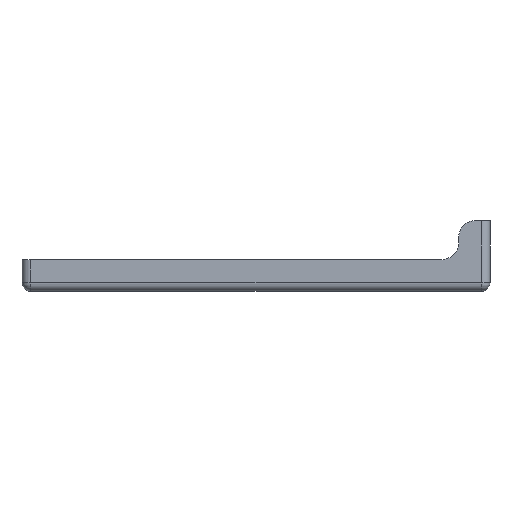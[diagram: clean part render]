
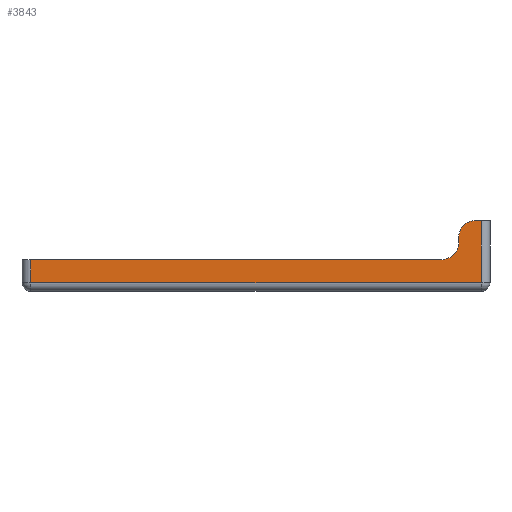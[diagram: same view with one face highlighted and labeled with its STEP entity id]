
A CAD part, left-side view. The second image highlights one B-rep face of the part: STEP entity #3843.
In plain terms, the highlighted planar face has unit normal (-1, 0, 0).
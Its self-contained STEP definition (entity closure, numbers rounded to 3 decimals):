
#187 = CYLINDRICAL_SURFACE('',#188,2.5);
#188 = AXIS2_PLACEMENT_3D('',#189,#190,#191);
#189 = CARTESIAN_POINT('',(-30.05,63.75,0.));
#190 = DIRECTION('',(0.,0.,1.));
#191 = DIRECTION('',(0.,1.,0.));
#215 = PLANE('',#216);
#216 = AXIS2_PLACEMENT_3D('',#217,#218,#219);
#217 = CARTESIAN_POINT('',(-42.45,-52.596,9.));
#218 = DIRECTION('',(0.,0.,1.));
#219 = DIRECTION('',(0.,1.,0.));
#1437 = EDGE_CURVE('',#1438,#1440,#1442,.T.);
#1438 = VERTEX_POINT('',#1439);
#1439 = CARTESIAN_POINT('',(-32.55,-52.596,9.));
#1440 = VERTEX_POINT('',#1441);
#1441 = CARTESIAN_POINT('',(-32.55,63.75,9.));
#1442 = SURFACE_CURVE('',#1443,(#1447,#1454),.PCURVE_S1.);
#1443 = LINE('',#1444,#1445);
#1444 = CARTESIAN_POINT('',(-32.55,-59.423,9.));
#1445 = VECTOR('',#1446,1.);
#1446 = DIRECTION('',(0.,1.,0.));
#1447 = PCURVE('',#215,#1448);
#1448 = DEFINITIONAL_REPRESENTATION('',(#1449),#1453);
#1449 = LINE('',#1450,#1451);
#1450 = CARTESIAN_POINT('',(-6.827,-9.9));
#1451 = VECTOR('',#1452,1.);
#1452 = DIRECTION('',(1.,0.));
#1453 = ( GEOMETRIC_REPRESENTATION_CONTEXT(2) 
PARAMETRIC_REPRESENTATION_CONTEXT() REPRESENTATION_CONTEXT('2D SPACE',''
  ) );
#1454 = PCURVE('',#1455,#1460);
#1455 = PLANE('',#1456);
#1456 = AXIS2_PLACEMENT_3D('',#1457,#1458,#1459);
#1457 = CARTESIAN_POINT('',(-32.55,-66.25,0.));
#1458 = DIRECTION('',(-1.,0.,0.));
#1459 = DIRECTION('',(0.,1.,0.));
#1460 = DEFINITIONAL_REPRESENTATION('',(#1461),#1465);
#1461 = LINE('',#1462,#1463);
#1462 = CARTESIAN_POINT('',(6.827,-9.));
#1463 = VECTOR('',#1464,1.);
#1464 = DIRECTION('',(1.,0.));
#1465 = ( GEOMETRIC_REPRESENTATION_CONTEXT(2) 
PARAMETRIC_REPRESENTATION_CONTEXT() REPRESENTATION_CONTEXT('2D SPACE',''
  ) );
#1483 = CYLINDRICAL_SURFACE('',#1484,4.8);
#1484 = AXIS2_PLACEMENT_3D('',#1485,#1486,#1487);
#1485 = CARTESIAN_POINT('',(-42.45,-52.596,13.8));
#1486 = DIRECTION('',(-1.,-0.,-0.));
#1487 = DIRECTION('',(0.,1.,0.));
#1596 = VERTEX_POINT('',#1597);
#1597 = CARTESIAN_POINT('',(-32.55,63.75,2.5));
#1619 = EDGE_CURVE('',#1596,#1440,#1620,.T.);
#1620 = SURFACE_CURVE('',#1621,(#1625,#1632),.PCURVE_S1.);
#1621 = LINE('',#1622,#1623);
#1622 = CARTESIAN_POINT('',(-32.55,63.75,0.));
#1623 = VECTOR('',#1624,1.);
#1624 = DIRECTION('',(0.,0.,1.));
#1625 = PCURVE('',#187,#1626);
#1626 = DEFINITIONAL_REPRESENTATION('',(#1627),#1631);
#1627 = LINE('',#1628,#1629);
#1628 = CARTESIAN_POINT('',(1.571,0.));
#1629 = VECTOR('',#1630,1.);
#1630 = DIRECTION('',(0.,1.));
#1631 = ( GEOMETRIC_REPRESENTATION_CONTEXT(2) 
PARAMETRIC_REPRESENTATION_CONTEXT() REPRESENTATION_CONTEXT('2D SPACE',''
  ) );
#1632 = PCURVE('',#1455,#1633);
#1633 = DEFINITIONAL_REPRESENTATION('',(#1634),#1638);
#1634 = LINE('',#1635,#1636);
#1635 = CARTESIAN_POINT('',(130.,0.));
#1636 = VECTOR('',#1637,1.);
#1637 = DIRECTION('',(0.,-1.));
#1638 = ( GEOMETRIC_REPRESENTATION_CONTEXT(2) 
PARAMETRIC_REPRESENTATION_CONTEXT() REPRESENTATION_CONTEXT('2D SPACE',''
  ) );
#3194 = CYLINDRICAL_SURFACE('',#3195,2.5);
#3195 = AXIS2_PLACEMENT_3D('',#3196,#3197,#3198);
#3196 = CARTESIAN_POINT('',(-30.05,-66.25,2.5));
#3197 = DIRECTION('',(0.,1.,0.));
#3198 = DIRECTION('',(-1.,0.,0.));
#3843 = ADVANCED_FACE('',(#3844),#1455,.T.);
#3844 = FACE_BOUND('',#3845,.T.);
#3845 = EDGE_LOOP('',(#3846,#3869,#3897,#3925,#3954,#3982,#4004,#4005));
#3846 = ORIENTED_EDGE('',*,*,#3847,.F.);
#3847 = EDGE_CURVE('',#3848,#1596,#3850,.T.);
#3848 = VERTEX_POINT('',#3849);
#3849 = CARTESIAN_POINT('',(-32.55,-63.75,2.5));
#3850 = SURFACE_CURVE('',#3851,(#3855,#3862),.PCURVE_S1.);
#3851 = LINE('',#3852,#3853);
#3852 = CARTESIAN_POINT('',(-32.55,-66.25,2.5));
#3853 = VECTOR('',#3854,1.);
#3854 = DIRECTION('',(0.,1.,0.));
#3855 = PCURVE('',#1455,#3856);
#3856 = DEFINITIONAL_REPRESENTATION('',(#3857),#3861);
#3857 = LINE('',#3858,#3859);
#3858 = CARTESIAN_POINT('',(0.,-2.5));
#3859 = VECTOR('',#3860,1.);
#3860 = DIRECTION('',(1.,0.));
#3861 = ( GEOMETRIC_REPRESENTATION_CONTEXT(2) 
PARAMETRIC_REPRESENTATION_CONTEXT() REPRESENTATION_CONTEXT('2D SPACE',''
  ) );
#3862 = PCURVE('',#3194,#3863);
#3863 = DEFINITIONAL_REPRESENTATION('',(#3864),#3868);
#3864 = LINE('',#3865,#3866);
#3865 = CARTESIAN_POINT('',(-0.,0.));
#3866 = VECTOR('',#3867,1.);
#3867 = DIRECTION('',(-0.,1.));
#3868 = ( GEOMETRIC_REPRESENTATION_CONTEXT(2) 
PARAMETRIC_REPRESENTATION_CONTEXT() REPRESENTATION_CONTEXT('2D SPACE',''
  ) );
#3869 = ORIENTED_EDGE('',*,*,#3870,.T.);
#3870 = EDGE_CURVE('',#3848,#3871,#3873,.T.);
#3871 = VERTEX_POINT('',#3872);
#3872 = CARTESIAN_POINT('',(-32.55,-63.75,20.026));
#3873 = SURFACE_CURVE('',#3874,(#3878,#3885),.PCURVE_S1.);
#3874 = LINE('',#3875,#3876);
#3875 = CARTESIAN_POINT('',(-32.55,-63.75,0.));
#3876 = VECTOR('',#3877,1.);
#3877 = DIRECTION('',(0.,0.,1.));
#3878 = PCURVE('',#1455,#3879);
#3879 = DEFINITIONAL_REPRESENTATION('',(#3880),#3884);
#3880 = LINE('',#3881,#3882);
#3881 = CARTESIAN_POINT('',(2.5,0.));
#3882 = VECTOR('',#3883,1.);
#3883 = DIRECTION('',(0.,-1.));
#3884 = ( GEOMETRIC_REPRESENTATION_CONTEXT(2) 
PARAMETRIC_REPRESENTATION_CONTEXT() REPRESENTATION_CONTEXT('2D SPACE',''
  ) );
#3885 = PCURVE('',#3886,#3891);
#3886 = CYLINDRICAL_SURFACE('',#3887,2.5);
#3887 = AXIS2_PLACEMENT_3D('',#3888,#3889,#3890);
#3888 = CARTESIAN_POINT('',(-30.05,-63.75,0.));
#3889 = DIRECTION('',(0.,0.,1.));
#3890 = DIRECTION('',(-1.,0.,0.));
#3891 = DEFINITIONAL_REPRESENTATION('',(#3892),#3896);
#3892 = LINE('',#3893,#3894);
#3893 = CARTESIAN_POINT('',(0.,0.));
#3894 = VECTOR('',#3895,1.);
#3895 = DIRECTION('',(0.,1.));
#3896 = ( GEOMETRIC_REPRESENTATION_CONTEXT(2) 
PARAMETRIC_REPRESENTATION_CONTEXT() REPRESENTATION_CONTEXT('2D SPACE',''
  ) );
#3897 = ORIENTED_EDGE('',*,*,#3898,.T.);
#3898 = EDGE_CURVE('',#3871,#3899,#3901,.T.);
#3899 = VERTEX_POINT('',#3900);
#3900 = CARTESIAN_POINT('',(-32.55,-62.196,20.026));
#3901 = SURFACE_CURVE('',#3902,(#3906,#3913),.PCURVE_S1.);
#3902 = LINE('',#3903,#3904);
#3903 = CARTESIAN_POINT('',(-32.55,-69.092,20.026));
#3904 = VECTOR('',#3905,1.);
#3905 = DIRECTION('',(0.,1.,0.));
#3906 = PCURVE('',#1455,#3907);
#3907 = DEFINITIONAL_REPRESENTATION('',(#3908),#3912);
#3908 = LINE('',#3909,#3910);
#3909 = CARTESIAN_POINT('',(-2.842,-20.026));
#3910 = VECTOR('',#3911,1.);
#3911 = DIRECTION('',(1.,0.));
#3912 = ( GEOMETRIC_REPRESENTATION_CONTEXT(2) 
PARAMETRIC_REPRESENTATION_CONTEXT() REPRESENTATION_CONTEXT('2D SPACE',''
  ) );
#3913 = PCURVE('',#3914,#3919);
#3914 = PLANE('',#3915);
#3915 = AXIS2_PLACEMENT_3D('',#3916,#3917,#3918);
#3916 = CARTESIAN_POINT('',(-42.45,-71.934,20.026));
#3917 = DIRECTION('',(0.,0.,1.));
#3918 = DIRECTION('',(0.,1.,0.));
#3919 = DEFINITIONAL_REPRESENTATION('',(#3920),#3924);
#3920 = LINE('',#3921,#3922);
#3921 = CARTESIAN_POINT('',(2.842,-9.9));
#3922 = VECTOR('',#3923,1.);
#3923 = DIRECTION('',(1.,0.));
#3924 = ( GEOMETRIC_REPRESENTATION_CONTEXT(2) 
PARAMETRIC_REPRESENTATION_CONTEXT() REPRESENTATION_CONTEXT('2D SPACE',''
  ) );
#3925 = ORIENTED_EDGE('',*,*,#3926,.T.);
#3926 = EDGE_CURVE('',#3899,#3927,#3929,.T.);
#3927 = VERTEX_POINT('',#3928);
#3928 = CARTESIAN_POINT('',(-32.55,-57.396,15.226));
#3929 = SURFACE_CURVE('',#3930,(#3935,#3942),.PCURVE_S1.);
#3930 = CIRCLE('',#3931,4.8);
#3931 = AXIS2_PLACEMENT_3D('',#3932,#3933,#3934);
#3932 = CARTESIAN_POINT('',(-32.55,-62.196,15.226));
#3933 = DIRECTION('',(-1.,0.,0.));
#3934 = DIRECTION('',(0.,1.,0.));
#3935 = PCURVE('',#1455,#3936);
#3936 = DEFINITIONAL_REPRESENTATION('',(#3937),#3941);
#3937 = CIRCLE('',#3938,4.8);
#3938 = AXIS2_PLACEMENT_2D('',#3939,#3940);
#3939 = CARTESIAN_POINT('',(4.054,-15.226));
#3940 = DIRECTION('',(1.,0.));
#3941 = ( GEOMETRIC_REPRESENTATION_CONTEXT(2) 
PARAMETRIC_REPRESENTATION_CONTEXT() REPRESENTATION_CONTEXT('2D SPACE',''
  ) );
#3942 = PCURVE('',#3943,#3948);
#3943 = CYLINDRICAL_SURFACE('',#3944,4.8);
#3944 = AXIS2_PLACEMENT_3D('',#3945,#3946,#3947);
#3945 = CARTESIAN_POINT('',(-42.45,-62.196,15.226));
#3946 = DIRECTION('',(-1.,-0.,-0.));
#3947 = DIRECTION('',(0.,1.,0.));
#3948 = DEFINITIONAL_REPRESENTATION('',(#3949),#3953);
#3949 = LINE('',#3950,#3951);
#3950 = CARTESIAN_POINT('',(-6.283,-9.9));
#3951 = VECTOR('',#3952,1.);
#3952 = DIRECTION('',(1.,-0.));
#3953 = ( GEOMETRIC_REPRESENTATION_CONTEXT(2) 
PARAMETRIC_REPRESENTATION_CONTEXT() REPRESENTATION_CONTEXT('2D SPACE',''
  ) );
#3954 = ORIENTED_EDGE('',*,*,#3955,.T.);
#3955 = EDGE_CURVE('',#3927,#3956,#3958,.T.);
#3956 = VERTEX_POINT('',#3957);
#3957 = CARTESIAN_POINT('',(-32.55,-57.396,13.8));
#3958 = SURFACE_CURVE('',#3959,(#3963,#3970),.PCURVE_S1.);
#3959 = LINE('',#3960,#3961);
#3960 = CARTESIAN_POINT('',(-32.55,-57.396,7.613));
#3961 = VECTOR('',#3962,1.);
#3962 = DIRECTION('',(0.,0.,-1.));
#3963 = PCURVE('',#1455,#3964);
#3964 = DEFINITIONAL_REPRESENTATION('',(#3965),#3969);
#3965 = LINE('',#3966,#3967);
#3966 = CARTESIAN_POINT('',(8.854,-7.613));
#3967 = VECTOR('',#3968,1.);
#3968 = DIRECTION('',(0.,1.));
#3969 = ( GEOMETRIC_REPRESENTATION_CONTEXT(2) 
PARAMETRIC_REPRESENTATION_CONTEXT() REPRESENTATION_CONTEXT('2D SPACE',''
  ) );
#3970 = PCURVE('',#3971,#3976);
#3971 = PLANE('',#3972);
#3972 = AXIS2_PLACEMENT_3D('',#3973,#3974,#3975);
#3973 = CARTESIAN_POINT('',(-42.45,-57.396,15.226));
#3974 = DIRECTION('',(0.,1.,0.));
#3975 = DIRECTION('',(0.,0.,-1.));
#3976 = DEFINITIONAL_REPRESENTATION('',(#3977),#3981);
#3977 = LINE('',#3978,#3979);
#3978 = CARTESIAN_POINT('',(7.613,-9.9));
#3979 = VECTOR('',#3980,1.);
#3980 = DIRECTION('',(1.,0.));
#3981 = ( GEOMETRIC_REPRESENTATION_CONTEXT(2) 
PARAMETRIC_REPRESENTATION_CONTEXT() REPRESENTATION_CONTEXT('2D SPACE',''
  ) );
#3982 = ORIENTED_EDGE('',*,*,#3983,.F.);
#3983 = EDGE_CURVE('',#1438,#3956,#3984,.T.);
#3984 = SURFACE_CURVE('',#3985,(#3990,#3997),.PCURVE_S1.);
#3985 = CIRCLE('',#3986,4.8);
#3986 = AXIS2_PLACEMENT_3D('',#3987,#3988,#3989);
#3987 = CARTESIAN_POINT('',(-32.55,-52.596,13.8));
#3988 = DIRECTION('',(-1.,0.,0.));
#3989 = DIRECTION('',(0.,1.,0.));
#3990 = PCURVE('',#1455,#3991);
#3991 = DEFINITIONAL_REPRESENTATION('',(#3992),#3996);
#3992 = CIRCLE('',#3993,4.8);
#3993 = AXIS2_PLACEMENT_2D('',#3994,#3995);
#3994 = CARTESIAN_POINT('',(13.654,-13.8));
#3995 = DIRECTION('',(1.,0.));
#3996 = ( GEOMETRIC_REPRESENTATION_CONTEXT(2) 
PARAMETRIC_REPRESENTATION_CONTEXT() REPRESENTATION_CONTEXT('2D SPACE',''
  ) );
#3997 = PCURVE('',#1483,#3998);
#3998 = DEFINITIONAL_REPRESENTATION('',(#3999),#4003);
#3999 = LINE('',#4000,#4001);
#4000 = CARTESIAN_POINT('',(-6.283,-9.9));
#4001 = VECTOR('',#4002,1.);
#4002 = DIRECTION('',(1.,-0.));
#4003 = ( GEOMETRIC_REPRESENTATION_CONTEXT(2) 
PARAMETRIC_REPRESENTATION_CONTEXT() REPRESENTATION_CONTEXT('2D SPACE',''
  ) );
#4004 = ORIENTED_EDGE('',*,*,#1437,.T.);
#4005 = ORIENTED_EDGE('',*,*,#1619,.F.);
